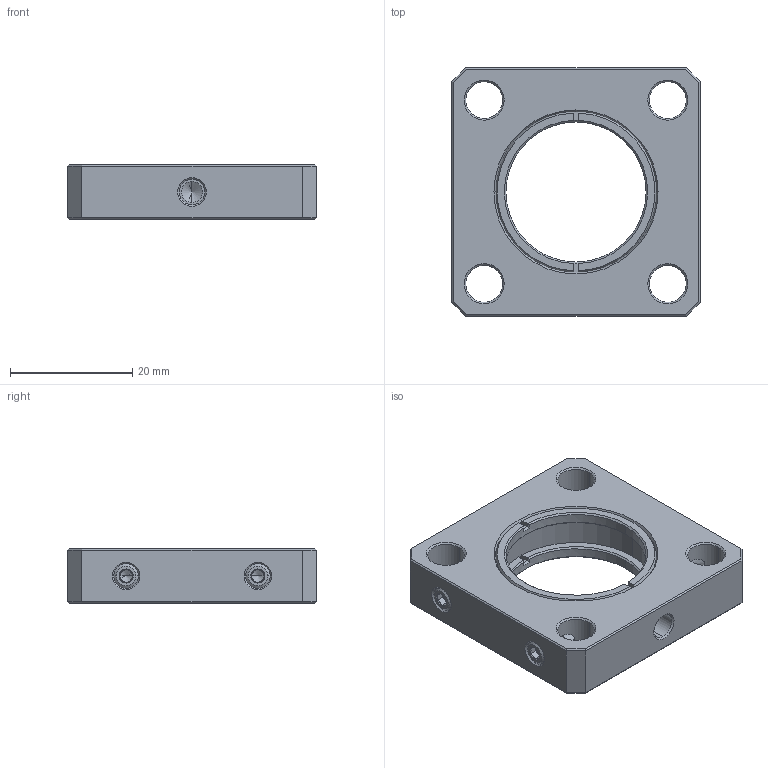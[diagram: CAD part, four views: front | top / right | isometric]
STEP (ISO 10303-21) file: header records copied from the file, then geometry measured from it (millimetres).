
FILE_DESCRIPTION (( 'STEP AP214' ), '1' );
FILE_NAME ('TTN192009-E0W.STEP', '2019-07-31T20:35:56', ( '' ), ( '' ), 'SwSTEP 2.0', 'SolidWorks 2018', '' );
FILE_SCHEMA (( 'AUTOMOTIVE_DESIGN' ));
Length unit declared in the file: inch
Products named in the file (1): TTN192009-E0W
Bounding box: 40.64 x 40.64 x 8.89 mm (x, y, z)
Volume: 8846.3 mm3; surface area: 6508.8 mm2
Topology: 7 solids, 7 shells, 519 faces, 1289 edges, 798 vertices
Faces by surface type: plane 241, cone 116, bspline 116, cylinder 46
Entity records: 24608 total; most frequent: CARTESIAN_POINT 6293, ORIENTED_EDGE 2542, DIRECTION 2001, EDGE_CURVE 1271, VERTEX_POINT 798, VECTOR 733, LINE 733, AXIS2_PLACEMENT_3D 634
